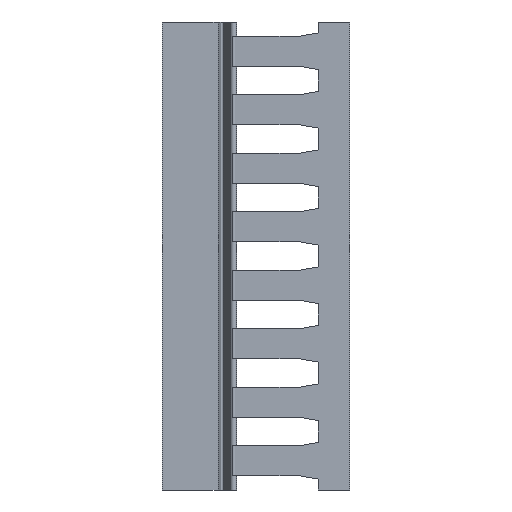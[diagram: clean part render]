
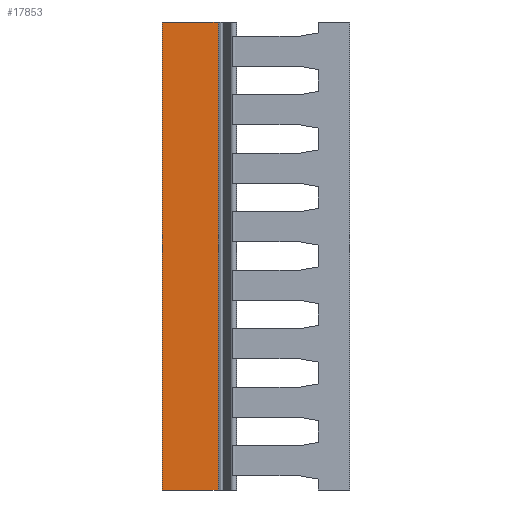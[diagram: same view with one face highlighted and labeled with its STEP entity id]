
A CAD part, left-side view. The second image highlights one B-rep face of the part: STEP entity #17853.
In plain terms, the highlighted planar face has unit normal (-1, 0, 0).
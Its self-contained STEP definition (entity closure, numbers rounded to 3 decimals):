
#17170=DIRECTION('',(0.,-1.,0.));
#17171=VECTOR('',#17170,11.891);
#17172=CARTESIAN_POINT('',(-40.1,1.6,-50.));
#17173=LINE('',#17172,#17171);
#17278=DIRECTION('',(0.,1.,0.));
#17279=VECTOR('',#17278,11.891);
#17280=CARTESIAN_POINT('',(-40.1,-10.291,50.));
#17281=LINE('',#17280,#17279);
#17410=DIRECTION('',(0.,0.,-1.));
#17411=VECTOR('',#17410,100.);
#17412=CARTESIAN_POINT('',(-40.1,-10.291,50.));
#17413=LINE('',#17412,#17411);
#17414=DIRECTION('',(0.,0.,1.));
#17415=VECTOR('',#17414,100.);
#17416=CARTESIAN_POINT('',(-40.1,1.6,-50.));
#17417=LINE('',#17416,#17415);
#17470=CARTESIAN_POINT('',(-40.1,1.6,-50.));
#17471=CARTESIAN_POINT('',(-40.1,1.6,50.));
#17472=VERTEX_POINT('',#17470);
#17473=VERTEX_POINT('',#17471);
#17474=CARTESIAN_POINT('',(-40.1,-10.291,50.));
#17475=CARTESIAN_POINT('',(-40.1,-10.291,-50.));
#17476=VERTEX_POINT('',#17474);
#17477=VERTEX_POINT('',#17475);
#17842=CARTESIAN_POINT('',(-40.1,1.6,-50.));
#17843=DIRECTION('',(-1.,0.,0.));
#17844=DIRECTION('',(0.,-1.,0.));
#17845=AXIS2_PLACEMENT_3D('',#17842,#17843,#17844);
#17846=PLANE('',#17845);
#17847=ORIENTED_EDGE('',*,*,#17629,.F.);
#17848=ORIENTED_EDGE('',*,*,#17835,.T.);
#17849=ORIENTED_EDGE('',*,*,#17505,.F.);
#17850=ORIENTED_EDGE('',*,*,#17556,.T.);
#17851=EDGE_LOOP('',(#17847,#17848,#17849,#17850));
#17852=FACE_OUTER_BOUND('',#17851,.F.);
#17505=EDGE_CURVE('',#17472,#17477,#17173,.T.);
#17556=EDGE_CURVE('',#17472,#17473,#17417,.T.);
#17629=EDGE_CURVE('',#17476,#17473,#17281,.T.);
#17835=EDGE_CURVE('',#17476,#17477,#17413,.T.);
#17853=ADVANCED_FACE('',(#17852),#17846,.T.);
